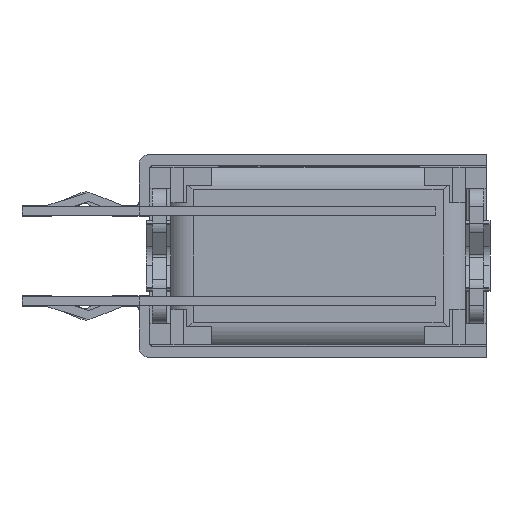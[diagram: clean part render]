
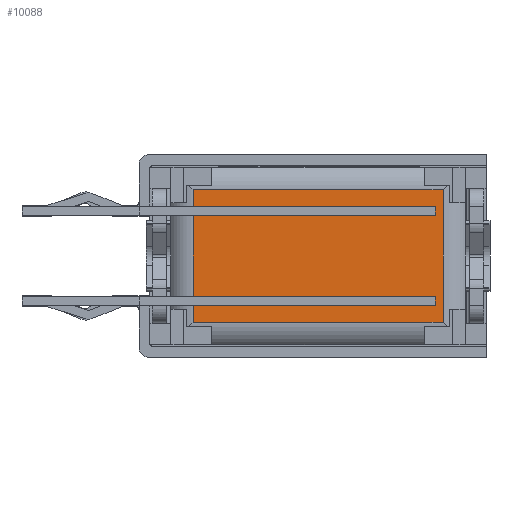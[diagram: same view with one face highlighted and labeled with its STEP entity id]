
A CAD part, front view. The second image highlights one B-rep face of the part: STEP entity #10088.
In plain terms, the highlighted planar face has unit normal (0, -1, 0).
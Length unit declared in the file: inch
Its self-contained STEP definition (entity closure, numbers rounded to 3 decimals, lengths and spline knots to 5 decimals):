
#172=FACE_BOUND('',#930,.T.);
#173=FACE_BOUND('',#931,.T.);
#174=FACE_BOUND('',#932,.T.);
#175=FACE_BOUND('',#933,.T.);
#176=FACE_BOUND('',#934,.T.);
#177=FACE_BOUND('',#935,.T.);
#381=FACE_OUTER_BOUND('',#929,.T.);
#929=EDGE_LOOP('',(#7124,#7125,#7126,#7127));
#930=EDGE_LOOP('',(#7128,#7129,#7130,#7131));
#931=EDGE_LOOP('',(#7132,#7133,#7134,#7135));
#932=EDGE_LOOP('',(#7136,#7137,#7138,#7139));
#933=EDGE_LOOP('',(#7140,#7141,#7142,#7143));
#934=EDGE_LOOP('',(#7144,#7145,#7146,#7147));
#935=EDGE_LOOP('',(#7148,#7149,#7150,#7151));
#1850=LINE('',#14526,#3063);
#1855=LINE('',#14539,#3068);
#1862=LINE('',#14561,#3075);
#1866=LINE('',#14578,#3079);
#1867=LINE('',#14579,#3080);
#1868=LINE('',#14582,#3081);
#1869=LINE('',#14583,#3082);
#1870=LINE('',#14584,#3083);
#1871=LINE('',#14587,#3084);
#1872=LINE('',#14589,#3085);
#1873=LINE('',#14591,#3086);
#1874=LINE('',#14592,#3087);
#1875=LINE('',#14595,#3088);
#1876=LINE('',#14597,#3089);
#1877=LINE('',#14599,#3090);
#1878=LINE('',#14600,#3091);
#1879=LINE('',#14603,#3092);
#1880=LINE('',#14605,#3093);
#1881=LINE('',#14607,#3094);
#1882=LINE('',#14608,#3095);
#1883=LINE('',#14611,#3096);
#1884=LINE('',#14613,#3097);
#1885=LINE('',#14615,#3098);
#1886=LINE('',#14616,#3099);
#1887=LINE('',#14619,#3100);
#1888=LINE('',#14621,#3101);
#1889=LINE('',#14623,#3102);
#1890=LINE('',#14624,#3103);
#3063=VECTOR('',#11841,0.3937);
#3068=VECTOR('',#11850,0.0315);
#3075=VECTOR('',#11869,0.0315);
#3079=VECTOR('',#11885,0.0315);
#3080=VECTOR('',#11886,0.0315);
#3081=VECTOR('',#11887,0.3937);
#3082=VECTOR('',#11888,0.3937);
#3083=VECTOR('',#11889,0.3937);
#3084=VECTOR('',#11890,0.3937);
#3085=VECTOR('',#11891,0.3937);
#3086=VECTOR('',#11892,0.3937);
#3087=VECTOR('',#11893,0.3937);
#3088=VECTOR('',#11894,0.3937);
#3089=VECTOR('',#11895,0.3937);
#3090=VECTOR('',#11896,0.3937);
#3091=VECTOR('',#11897,0.3937);
#3092=VECTOR('',#11898,0.3937);
#3093=VECTOR('',#11899,0.3937);
#3094=VECTOR('',#11900,0.3937);
#3095=VECTOR('',#11901,0.3937);
#3096=VECTOR('',#11902,0.3937);
#3097=VECTOR('',#11903,0.3937);
#3098=VECTOR('',#11904,0.3937);
#3099=VECTOR('',#11905,0.3937);
#3100=VECTOR('',#11906,0.3937);
#3101=VECTOR('',#11907,0.3937);
#3102=VECTOR('',#11908,0.3937);
#3103=VECTOR('',#11909,0.3937);
#4267=VERTEX_POINT('',#14523);
#4268=VERTEX_POINT('',#14525);
#4273=VERTEX_POINT('',#14536);
#4274=VERTEX_POINT('',#14538);
#4283=VERTEX_POINT('',#14560);
#4290=VERTEX_POINT('',#14577);
#4291=VERTEX_POINT('',#14580);
#4292=VERTEX_POINT('',#14581);
#4293=VERTEX_POINT('',#14585);
#4294=VERTEX_POINT('',#14586);
#4295=VERTEX_POINT('',#14588);
#4296=VERTEX_POINT('',#14590);
#4297=VERTEX_POINT('',#14593);
#4298=VERTEX_POINT('',#14594);
#4299=VERTEX_POINT('',#14596);
#4300=VERTEX_POINT('',#14598);
#4301=VERTEX_POINT('',#14601);
#4302=VERTEX_POINT('',#14602);
#4303=VERTEX_POINT('',#14604);
#4304=VERTEX_POINT('',#14606);
#4305=VERTEX_POINT('',#14609);
#4306=VERTEX_POINT('',#14610);
#4307=VERTEX_POINT('',#14612);
#4308=VERTEX_POINT('',#14614);
#4309=VERTEX_POINT('',#14617);
#4310=VERTEX_POINT('',#14618);
#4311=VERTEX_POINT('',#14620);
#4312=VERTEX_POINT('',#14622);
#5352=EDGE_CURVE('',#4268,#4267,#1850,.T.);
#5358=EDGE_CURVE('',#4273,#4274,#1855,.T.);
#5369=EDGE_CURVE('',#4274,#4283,#1862,.T.);
#5378=EDGE_CURVE('',#4290,#4273,#1866,.T.);
#5379=EDGE_CURVE('',#4283,#4290,#1867,.T.);
#5380=EDGE_CURVE('',#4291,#4292,#1868,.T.);
#5381=EDGE_CURVE('',#4292,#4268,#1869,.T.);
#5382=EDGE_CURVE('',#4267,#4291,#1870,.T.);
#5383=EDGE_CURVE('',#4293,#4294,#1871,.T.);
#5384=EDGE_CURVE('',#4294,#4295,#1872,.T.);
#5385=EDGE_CURVE('',#4295,#4296,#1873,.T.);
#5386=EDGE_CURVE('',#4296,#4293,#1874,.T.);
#5387=EDGE_CURVE('',#4297,#4298,#1875,.T.);
#5388=EDGE_CURVE('',#4298,#4299,#1876,.T.);
#5389=EDGE_CURVE('',#4299,#4300,#1877,.T.);
#5390=EDGE_CURVE('',#4300,#4297,#1878,.T.);
#5391=EDGE_CURVE('',#4301,#4302,#1879,.T.);
#5392=EDGE_CURVE('',#4302,#4303,#1880,.T.);
#5393=EDGE_CURVE('',#4303,#4304,#1881,.T.);
#5394=EDGE_CURVE('',#4304,#4301,#1882,.T.);
#5395=EDGE_CURVE('',#4305,#4306,#1883,.T.);
#5396=EDGE_CURVE('',#4306,#4307,#1884,.T.);
#5397=EDGE_CURVE('',#4307,#4308,#1885,.T.);
#5398=EDGE_CURVE('',#4308,#4305,#1886,.T.);
#5399=EDGE_CURVE('',#4309,#4310,#1887,.T.);
#5400=EDGE_CURVE('',#4310,#4311,#1888,.T.);
#5401=EDGE_CURVE('',#4311,#4312,#1889,.T.);
#5402=EDGE_CURVE('',#4312,#4309,#1890,.T.);
#7124=ORIENTED_EDGE('',*,*,#5358,.F.);
#7125=ORIENTED_EDGE('',*,*,#5378,.F.);
#7126=ORIENTED_EDGE('',*,*,#5379,.F.);
#7127=ORIENTED_EDGE('',*,*,#5369,.F.);
#7128=ORIENTED_EDGE('',*,*,#5380,.T.);
#7129=ORIENTED_EDGE('',*,*,#5381,.T.);
#7130=ORIENTED_EDGE('',*,*,#5352,.T.);
#7131=ORIENTED_EDGE('',*,*,#5382,.T.);
#7132=ORIENTED_EDGE('',*,*,#5383,.T.);
#7133=ORIENTED_EDGE('',*,*,#5384,.T.);
#7134=ORIENTED_EDGE('',*,*,#5385,.T.);
#7135=ORIENTED_EDGE('',*,*,#5386,.T.);
#7136=ORIENTED_EDGE('',*,*,#5387,.T.);
#7137=ORIENTED_EDGE('',*,*,#5388,.T.);
#7138=ORIENTED_EDGE('',*,*,#5389,.T.);
#7139=ORIENTED_EDGE('',*,*,#5390,.T.);
#7140=ORIENTED_EDGE('',*,*,#5391,.T.);
#7141=ORIENTED_EDGE('',*,*,#5392,.T.);
#7142=ORIENTED_EDGE('',*,*,#5393,.T.);
#7143=ORIENTED_EDGE('',*,*,#5394,.T.);
#7144=ORIENTED_EDGE('',*,*,#5395,.T.);
#7145=ORIENTED_EDGE('',*,*,#5396,.T.);
#7146=ORIENTED_EDGE('',*,*,#5397,.T.);
#7147=ORIENTED_EDGE('',*,*,#5398,.T.);
#7148=ORIENTED_EDGE('',*,*,#5399,.T.);
#7149=ORIENTED_EDGE('',*,*,#5400,.T.);
#7150=ORIENTED_EDGE('',*,*,#5401,.T.);
#7151=ORIENTED_EDGE('',*,*,#5402,.T.);
#9643=PLANE('',#10743);
#10088=ADVANCED_FACE('',(#381,#172,#173,#174,#175,#176,#177),#9643,.T.);
#10743=AXIS2_PLACEMENT_3D('',#14576,#11883,#11884);
#11841=DIRECTION('',(1.,0.,0.));
#11850=DIRECTION('',(-1.,0.,0.));
#11869=DIRECTION('',(0.,0.,1.));
#11883=DIRECTION('center_axis',(0.,-1.,0.));
#11884=DIRECTION('ref_axis',(1.,0.,0.));
#11885=DIRECTION('',(0.,0.,-1.));
#11886=DIRECTION('',(1.,0.,0.));
#11887=DIRECTION('',(-1.,0.,0.));
#11888=DIRECTION('',(0.,0.,1.));
#11889=DIRECTION('',(0.,0.,-1.));
#11890=DIRECTION('',(-1.,0.,0.));
#11891=DIRECTION('',(0.,0.,1.));
#11892=DIRECTION('',(1.,0.,0.));
#11893=DIRECTION('',(0.,0.,-1.));
#11894=DIRECTION('',(-1.,0.,0.));
#11895=DIRECTION('',(0.,0.,1.));
#11896=DIRECTION('',(1.,0.,0.));
#11897=DIRECTION('',(0.,0.,-1.));
#11898=DIRECTION('',(1.,0.,0.));
#11899=DIRECTION('',(0.,0.,-1.));
#11900=DIRECTION('',(-1.,0.,0.));
#11901=DIRECTION('',(0.,0.,1.));
#11902=DIRECTION('',(1.,0.,0.));
#11903=DIRECTION('',(0.,0.,-1.));
#11904=DIRECTION('',(-1.,0.,0.));
#11905=DIRECTION('',(0.,0.,1.));
#11906=DIRECTION('',(1.,0.,0.));
#11907=DIRECTION('',(0.,0.,-1.));
#11908=DIRECTION('',(-1.,0.,0.));
#11909=DIRECTION('',(0.,0.,1.));
#14523=CARTESIAN_POINT('',(-0.08268,0.00787,0.05492));
#14525=CARTESIAN_POINT('',(-0.12992,0.00787,0.05492));
#14526=CARTESIAN_POINT('',(-0.06987,0.00787,0.05492));
#14536=CARTESIAN_POINT('',(0.1388,0.00787,-0.07384));
#14538=CARTESIAN_POINT('',(-0.1388,0.00787,-0.07384));
#14539=CARTESIAN_POINT('',(-0.11811,0.00787,-0.07384));
#14560=CARTESIAN_POINT('',(-0.1388,0.00787,0.07384));
#14561=CARTESIAN_POINT('',(-0.1388,0.00787,0.05906));
#14576=CARTESIAN_POINT('Origin',(0.,0.00787,
0.));
#14577=CARTESIAN_POINT('',(0.1388,0.00787,0.07384));
#14578=CARTESIAN_POINT('',(0.1388,0.00787,-0.05906));
#14579=CARTESIAN_POINT('',(0.11811,0.00787,0.07384));
#14580=CARTESIAN_POINT('',(-0.08268,0.00787,0.04508));
#14581=CARTESIAN_POINT('',(-0.12992,0.00787,0.04508));
#14582=CARTESIAN_POINT('',(-0.06987,0.00787,0.04508));
#14583=CARTESIAN_POINT('',(-0.12992,0.00787,0.025));
#14584=CARTESIAN_POINT('',(-0.08268,0.00787,0.025));
#14585=CARTESIAN_POINT('',(0.02756,0.00787,0.04508));
#14586=CARTESIAN_POINT('',(-0.02756,0.00787,0.04508));
#14587=CARTESIAN_POINT('',(-0.05894,0.00787,0.04508));
#14588=CARTESIAN_POINT('',(-0.02756,0.00787,0.05492));
#14589=CARTESIAN_POINT('',(-0.02756,0.00787,0.025));
#14590=CARTESIAN_POINT('',(0.02756,0.00787,0.05492));
#14591=CARTESIAN_POINT('',(-0.05894,0.00787,0.05492));
#14592=CARTESIAN_POINT('',(0.02756,0.00787,0.025));
#14593=CARTESIAN_POINT('',(0.12992,0.00787,0.04508));
#14594=CARTESIAN_POINT('',(0.0748,0.00787,0.04508));
#14595=CARTESIAN_POINT('',(-0.02032,0.00787,0.04508));
#14596=CARTESIAN_POINT('',(0.0748,0.00787,0.05492));
#14597=CARTESIAN_POINT('',(0.0748,0.00787,0.025));
#14598=CARTESIAN_POINT('',(0.12992,0.00787,0.05492));
#14599=CARTESIAN_POINT('',(-0.02032,0.00787,0.05492));
#14600=CARTESIAN_POINT('',(0.12992,0.00787,0.025));
#14601=CARTESIAN_POINT('',(0.0748,0.00787,-0.04508));
#14602=CARTESIAN_POINT('',(0.12992,0.00787,-0.04508));
#14603=CARTESIAN_POINT('',(-0.02032,0.00787,-0.04508));
#14604=CARTESIAN_POINT('',(0.12992,0.00787,-0.05492));
#14605=CARTESIAN_POINT('',(0.12992,0.00787,-0.025));
#14606=CARTESIAN_POINT('',(0.0748,0.00787,-0.05492));
#14607=CARTESIAN_POINT('',(-0.02032,0.00787,-0.05492));
#14608=CARTESIAN_POINT('',(0.0748,0.00787,-0.025));
#14609=CARTESIAN_POINT('',(-0.02756,0.00787,-0.04508));
#14610=CARTESIAN_POINT('',(0.02756,0.00787,-0.04508));
#14611=CARTESIAN_POINT('',(-0.05894,0.00787,-0.04508));
#14612=CARTESIAN_POINT('',(0.02756,0.00787,-0.05492));
#14613=CARTESIAN_POINT('',(0.02756,0.00787,-0.025));
#14614=CARTESIAN_POINT('',(-0.02756,0.00787,-0.05492));
#14615=CARTESIAN_POINT('',(-0.05894,0.00787,-0.05492));
#14616=CARTESIAN_POINT('',(-0.02756,0.00787,-0.025));
#14617=CARTESIAN_POINT('',(-0.12992,0.00787,-0.04508));
#14618=CARTESIAN_POINT('',(-0.08268,0.00787,-0.04508));
#14619=CARTESIAN_POINT('',(-0.06987,0.00787,-0.04508));
#14620=CARTESIAN_POINT('',(-0.08268,0.00787,-0.05492));
#14621=CARTESIAN_POINT('',(-0.08268,0.00787,-0.025));
#14622=CARTESIAN_POINT('',(-0.12992,0.00787,-0.05492));
#14623=CARTESIAN_POINT('',(-0.06987,0.00787,-0.05492));
#14624=CARTESIAN_POINT('',(-0.12992,0.00787,-0.025));
